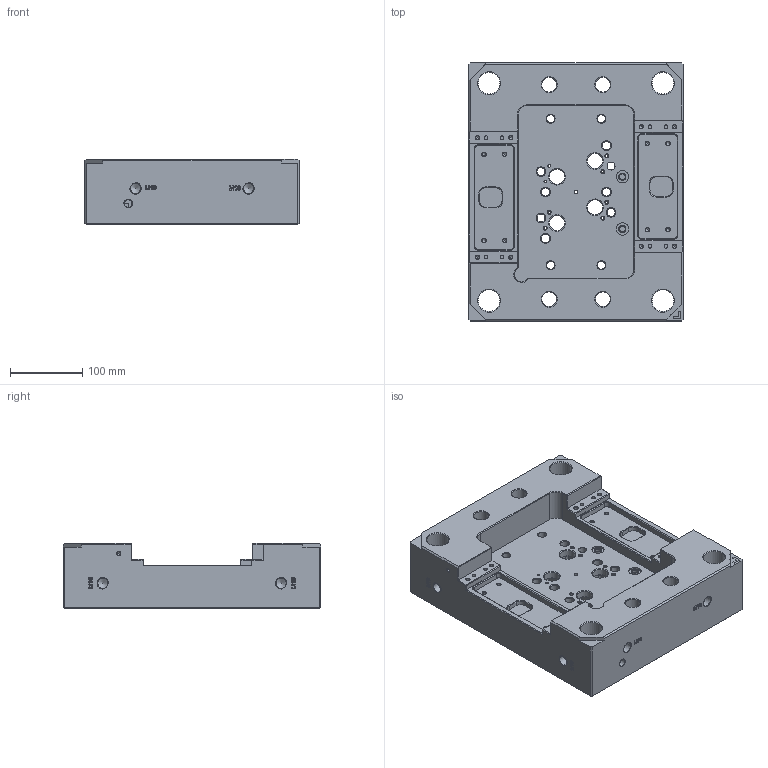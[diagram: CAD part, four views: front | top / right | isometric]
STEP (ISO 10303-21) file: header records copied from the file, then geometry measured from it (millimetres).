
FILE_DESCRIPTION(/* description */ (''),/* implementation_level */ '2;1');
FILE_NAME(/* name */ 'CORE HOUSING_IT0588-01.stp',/* time_stamp */ '2025-01-20T16:06:54+06:00',/* author */ (''),/* organization */ (''),/* preprocessor_version */ 'ST-DEVELOPER v16',/* originating_system */ 'SIEMENS PLM Software NX 11.0',/* authorisation */ '');
FILE_SCHEMA (('AUTOMOTIVE_DESIGN { 1 0 10303 214 3 1 1 1 }'));
Length unit declared in the file: millimetre
Products named in the file (1): desi3F68EC8Edr5v
Bounding box: 296 x 356 x 90 mm (x, y, z)
Volume: 5841635.1 mm3; surface area: 507647.2 mm2
Topology: 1 solids, 1 shells, 1133 faces, 2936 edges, 1874 vertices
Faces by surface type: plane 474, cylinder 443, cone 194, extrusion 22
Full cylindrical faces by diameter (mm): 3.5 x8, 5 x25, 5.5 x1, 8 x4, 10 x2, 10.344 x1, 11 x8, 11.5 x4, 11.8 x2, 14 x12, 17 x2, 18 x8, 20.2 x4, 21 x5, 30 x6, 30.5 x4, 36 x4, 42 x4
Entity records: 34038 total; most frequent: CARTESIAN_POINT 6497, DIRECTION 5586, ORIENTED_EDGE 5194, EDGE_CURVE 2597, AXIS2_PLACEMENT_3D 2140, VERTEX_POINT 1800, EDGE_LOOP 1519, VECTOR 1306
